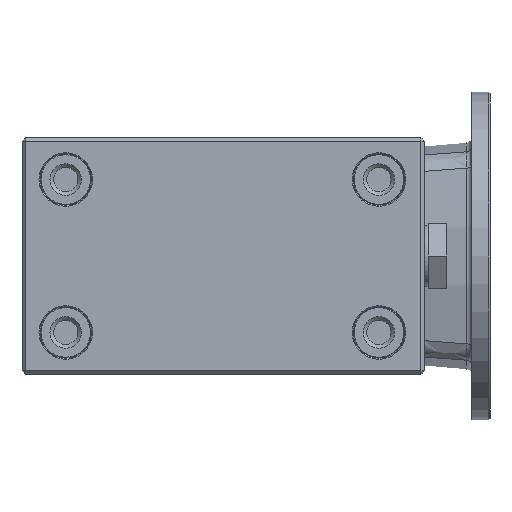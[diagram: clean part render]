
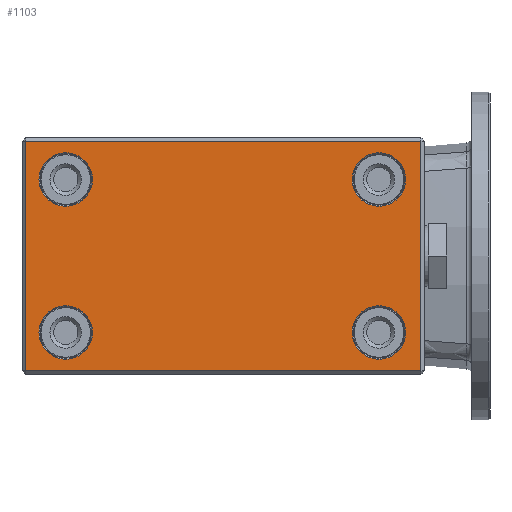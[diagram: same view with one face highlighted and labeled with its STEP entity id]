
A CAD part, front view. The second image highlights one B-rep face of the part: STEP entity #1103.
In plain terms, the highlighted planar face has unit normal (0, -1, 0).
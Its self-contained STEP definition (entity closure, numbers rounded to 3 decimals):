
#1103 = ADVANCED_FACE( '', ( #2427, #2428, #2429, #2430, #2431 ), #2432, .F. );
#2427 = FACE_OUTER_BOUND( '', #4439, .T. );
#2428 = FACE_BOUND( '', #4440, .T. );
#2429 = FACE_BOUND( '', #4441, .T. );
#2430 = FACE_BOUND( '', #4442, .T. );
#2431 = FACE_BOUND( '', #4443, .T. );
#2432 = PLANE( '', #4444 );
#4439 = EDGE_LOOP( '', ( #7101, #7102, #7103, #7104 ) );
#4440 = EDGE_LOOP( '', ( #7105 ) );
#4441 = EDGE_LOOP( '', ( #7106 ) );
#4442 = EDGE_LOOP( '', ( #7107 ) );
#4443 = EDGE_LOOP( '', ( #7108 ) );
#4444 = AXIS2_PLACEMENT_3D( '', #7109, #7110, #7111 );
#7101 = ORIENTED_EDGE( '', *, *, #7400, .T. );
#7102 = ORIENTED_EDGE( '', *, *, #8231, .T. );
#7103 = ORIENTED_EDGE( '', *, *, #8061, .T. );
#7104 = ORIENTED_EDGE( '', *, *, #8090, .T. );
#7105 = ORIENTED_EDGE( '', *, *, #7257, .T. );
#7106 = ORIENTED_EDGE( '', *, *, #7710, .T. );
#7107 = ORIENTED_EDGE( '', *, *, #7519, .T. );
#7108 = ORIENTED_EDGE( '', *, *, #8038, .T. );
#7109 = CARTESIAN_POINT( '', ( -55., -55., -32.5 ) );
#7110 = DIRECTION( '', ( 0., 1., 0. ) );
#7111 = DIRECTION( '', ( 0., 0., -1. ) );
#7257 = EDGE_CURVE( '', #8261, #8261, #8262, .T. );
#7400 = EDGE_CURVE( '', #8505, #8509, #8511, .F. );
#7519 = EDGE_CURVE( '', #8701, #8701, #8702, .T. );
#7710 = EDGE_CURVE( '', #9000, #9000, #9001, .T. );
#8038 = EDGE_CURVE( '', #9445, #9445, #9446, .T. );
#8061 = EDGE_CURVE( '', #9433, #9334, #9476, .T. );
#8090 = EDGE_CURVE( '', #9334, #8505, #9511, .T. );
#8231 = EDGE_CURVE( '', #8509, #9433, #9668, .T. );
#8261 = VERTEX_POINT( '', #9770 );
#8262 = CIRCLE( '', #9771, 7.35 );
#8505 = VERTEX_POINT( '', #10145 );
#8509 = VERTEX_POINT( '', #10151 );
#8511 = LINE( '', #10154, #10155 );
#8701 = VERTEX_POINT( '', #10400 );
#8702 = CIRCLE( '', #10401, 7.35 );
#9000 = VERTEX_POINT( '', #10768 );
#9001 = CIRCLE( '', #10769, 7.35 );
#9334 = VERTEX_POINT( '', #11384 );
#9433 = VERTEX_POINT( '', #11508 );
#9445 = VERTEX_POINT( '', #11522 );
#9446 = CIRCLE( '', #11523, 7.35 );
#9476 = LINE( '', #11556, #11557 );
#9511 = LINE( '', #11674, #11675 );
#9668 = LINE( '', #11865, #11866 );
#9770 = CARTESIAN_POINT( '', ( 50.35, -55., 21. ) );
#9771 = AXIS2_PLACEMENT_3D( '', #11892, #11893, #11894 );
#10145 = CARTESIAN_POINT( '', ( -54., -55., -31.5 ) );
#10151 = CARTESIAN_POINT( '', ( 54.5, -55., -31.5 ) );
#10154 = CARTESIAN_POINT( '', ( -55., -55., -31.5 ) );
#10155 = VECTOR( '', #12104, 1000. );
#10400 = CARTESIAN_POINT( '', ( -35.65, -55., -21. ) );
#10401 = AXIS2_PLACEMENT_3D( '', #12277, #12278, #12279 );
#10768 = CARTESIAN_POINT( '', ( 50.35, -55., -21. ) );
#10769 = AXIS2_PLACEMENT_3D( '', #12547, #12548, #12549 );
#11384 = CARTESIAN_POINT( '', ( -54., -55., 31.5 ) );
#11508 = CARTESIAN_POINT( '', ( 54.5, -55., 31.5 ) );
#11522 = CARTESIAN_POINT( '', ( -35.65, -55., 21. ) );
#11523 = AXIS2_PLACEMENT_3D( '', #12961, #12962, #12963 );
#11556 = CARTESIAN_POINT( '', ( -55., -55., 31.5 ) );
#11557 = VECTOR( '', #12991, 1000. );
#11674 = CARTESIAN_POINT( '', ( -54., -55., -32.5 ) );
#11675 = VECTOR( '', #13018, 1000. );
#11865 = CARTESIAN_POINT( '', ( 54.5, -55., -32.5 ) );
#11866 = VECTOR( '', #13112, 1000. );
#11892 = CARTESIAN_POINT( '', ( 43., -55., 21. ) );
#11893 = DIRECTION( '', ( 0., 1., 0. ) );
#11894 = DIRECTION( '', ( 1., 0., 0. ) );
#12104 = DIRECTION( '', ( -1., 0., 0. ) );
#12277 = CARTESIAN_POINT( '', ( -43., -55., -21. ) );
#12278 = DIRECTION( '', ( 0., 1., 0. ) );
#12279 = DIRECTION( '', ( 1., 0., 0. ) );
#12547 = CARTESIAN_POINT( '', ( 43., -55., -21. ) );
#12548 = DIRECTION( '', ( 0., 1., 0. ) );
#12549 = DIRECTION( '', ( 1., 0., 0. ) );
#12961 = CARTESIAN_POINT( '', ( -43., -55., 21. ) );
#12962 = DIRECTION( '', ( 0., 1., 0. ) );
#12963 = DIRECTION( '', ( 1., 0., 0. ) );
#12991 = DIRECTION( '', ( -1., 0., 0. ) );
#13018 = DIRECTION( '', ( 0., 0., -1. ) );
#13112 = DIRECTION( '', ( 0., 0., 1. ) );
